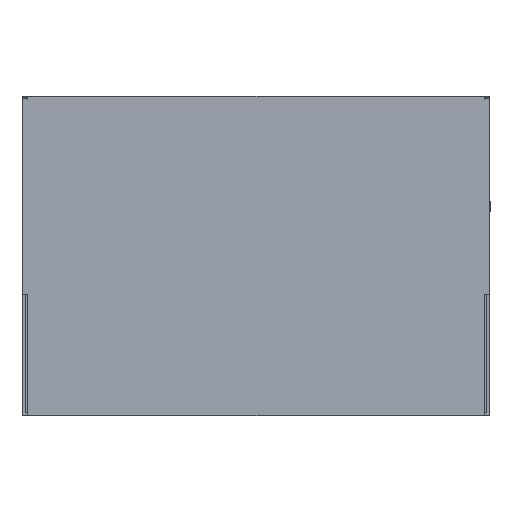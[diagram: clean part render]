
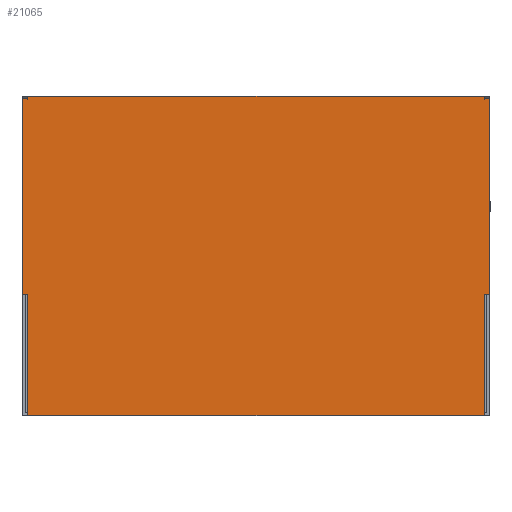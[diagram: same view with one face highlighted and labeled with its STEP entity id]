
A CAD part, top view. The second image highlights one B-rep face of the part: STEP entity #21065.
In plain terms, the highlighted planar face has unit normal (0, 0, 1).
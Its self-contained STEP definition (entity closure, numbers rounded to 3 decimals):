
#20988=AXIS2_PLACEMENT_3D('Plane Axis2P3D',#20985,#20986,#20987) ;
#18645=CARTESIAN_POINT('Vertex',(30.9,0.,17.15)) ;
#18648=CARTESIAN_POINT('Line Origine',(15.65,0.,17.15)) ;
#18652=CARTESIAN_POINT('Vertex',(0.4,0.,17.15)) ;
#19920=CARTESIAN_POINT('Line Origine',(0.4,4.046,17.15)) ;
#19924=CARTESIAN_POINT('Vertex',(0.4,8.091,17.15)) ;
#20052=CARTESIAN_POINT('Vertex',(30.9,8.091,17.15)) ;
#20055=CARTESIAN_POINT('Line Origine',(30.9,4.046,17.15)) ;
#20985=CARTESIAN_POINT('Axis2P3D Location',(0.05,0.,17.15)) ;
#20990=CARTESIAN_POINT('Line Origine',(31.075,8.091,17.15)) ;
#20994=CARTESIAN_POINT('Vertex',(31.25,8.091,17.15)) ;
#20997=CARTESIAN_POINT('Line Origine',(31.25,14.649,17.15)) ;
#21001=CARTESIAN_POINT('Vertex',(31.25,21.206,17.15)) ;
#21004=CARTESIAN_POINT('Line Origine',(31.075,21.206,17.15)) ;
#21008=CARTESIAN_POINT('Vertex',(30.9,21.206,17.15)) ;
#21011=CARTESIAN_POINT('Line Origine',(30.9,21.278,17.15)) ;
#21015=CARTESIAN_POINT('Vertex',(30.9,21.35,17.15)) ;
#21018=CARTESIAN_POINT('Line Origine',(15.65,21.35,17.15)) ;
#21022=CARTESIAN_POINT('Vertex',(0.4,21.35,17.15)) ;
#21025=CARTESIAN_POINT('Line Origine',(0.4,21.278,17.15)) ;
#21029=CARTESIAN_POINT('Vertex',(0.4,21.206,17.15)) ;
#21032=CARTESIAN_POINT('Line Origine',(0.225,21.206,17.15)) ;
#21036=CARTESIAN_POINT('Vertex',(0.05,21.206,17.15)) ;
#21039=CARTESIAN_POINT('Line Origine',(0.05,14.649,17.15)) ;
#21043=CARTESIAN_POINT('Vertex',(0.05,8.091,17.15)) ;
#21046=CARTESIAN_POINT('Line Origine',(0.225,8.091,17.15)) ;
#18649=DIRECTION('Vector Direction',(1.,0.,0.)) ;
#19921=DIRECTION('Vector Direction',(0.,1.,0.)) ;
#20056=DIRECTION('Vector Direction',(0.,1.,0.)) ;
#20986=DIRECTION('Axis2P3D Direction',(0.,0.,-1.)) ;
#20987=DIRECTION('Axis2P3D XDirection',(0.,1.,0.)) ;
#20991=DIRECTION('Vector Direction',(-1.,0.,0.)) ;
#20998=DIRECTION('Vector Direction',(0.,-1.,0.)) ;
#21005=DIRECTION('Vector Direction',(-1.,0.,0.)) ;
#21012=DIRECTION('Vector Direction',(0.,1.,0.)) ;
#21019=DIRECTION('Vector Direction',(1.,0.,0.)) ;
#21026=DIRECTION('Vector Direction',(0.,1.,0.)) ;
#21033=DIRECTION('Vector Direction',(1.,0.,0.)) ;
#21040=DIRECTION('Vector Direction',(0.,-1.,0.)) ;
#21047=DIRECTION('Vector Direction',(1.,0.,0.)) ;
#18650=VECTOR('Line Direction',#18649,1.) ;
#19922=VECTOR('Line Direction',#19921,1.) ;
#20057=VECTOR('Line Direction',#20056,1.) ;
#20992=VECTOR('Line Direction',#20991,1.) ;
#20999=VECTOR('Line Direction',#20998,1.) ;
#21006=VECTOR('Line Direction',#21005,1.) ;
#21013=VECTOR('Line Direction',#21012,1.) ;
#21020=VECTOR('Line Direction',#21019,1.) ;
#21027=VECTOR('Line Direction',#21026,1.) ;
#21034=VECTOR('Line Direction',#21033,1.) ;
#21041=VECTOR('Line Direction',#21040,1.) ;
#21048=VECTOR('Line Direction',#21047,1.) ;
#21052=ORIENTED_EDGE('',*,*,#18654,.T.) ;
#21053=ORIENTED_EDGE('',*,*,#20059,.T.) ;
#21054=ORIENTED_EDGE('',*,*,#20996,.F.) ;
#21055=ORIENTED_EDGE('',*,*,#21003,.F.) ;
#21056=ORIENTED_EDGE('',*,*,#21010,.T.) ;
#21057=ORIENTED_EDGE('',*,*,#21017,.T.) ;
#21058=ORIENTED_EDGE('',*,*,#21024,.F.) ;
#21059=ORIENTED_EDGE('',*,*,#21031,.F.) ;
#21060=ORIENTED_EDGE('',*,*,#21038,.F.) ;
#21061=ORIENTED_EDGE('',*,*,#21045,.T.) ;
#21062=ORIENTED_EDGE('',*,*,#21050,.T.) ;
#21063=ORIENTED_EDGE('',*,*,#19926,.F.) ;
#21065=ADVANCED_FACE('Hauptk\X2\00F6\X0\rper',(#21064),#20989,.F.) ;
#18654=EDGE_CURVE('',#18653,#18646,#18651,.T.) ;
#19926=EDGE_CURVE('',#18653,#19925,#19923,.T.) ;
#20059=EDGE_CURVE('',#18646,#20053,#20058,.T.) ;
#20996=EDGE_CURVE('',#20995,#20053,#20993,.T.) ;
#21003=EDGE_CURVE('',#21002,#20995,#21000,.T.) ;
#21010=EDGE_CURVE('',#21002,#21009,#21007,.T.) ;
#21017=EDGE_CURVE('',#21009,#21016,#21014,.T.) ;
#21024=EDGE_CURVE('',#21023,#21016,#21021,.T.) ;
#21031=EDGE_CURVE('',#21030,#21023,#21028,.T.) ;
#21038=EDGE_CURVE('',#21037,#21030,#21035,.T.) ;
#21045=EDGE_CURVE('',#21037,#21044,#21042,.T.) ;
#21050=EDGE_CURVE('',#21044,#19925,#21049,.T.) ;
#21051=EDGE_LOOP('',(#21052,#21053,#21054,#21055,#21056,#21057,#21058,#21059,#21060,#21061,#21062,#21063)) ;
#21064=FACE_OUTER_BOUND('',#21051,.T.) ;
#18651=LINE('Line',#18648,#18650) ;
#19923=LINE('Line',#19920,#19922) ;
#20058=LINE('Line',#20055,#20057) ;
#20993=LINE('Line',#20990,#20992) ;
#21000=LINE('Line',#20997,#20999) ;
#21007=LINE('Line',#21004,#21006) ;
#21014=LINE('Line',#21011,#21013) ;
#21021=LINE('Line',#21018,#21020) ;
#21028=LINE('Line',#21025,#21027) ;
#21035=LINE('Line',#21032,#21034) ;
#21042=LINE('Line',#21039,#21041) ;
#21049=LINE('Line',#21046,#21048) ;
#20989=PLANE('',#20988) ;
#18646=VERTEX_POINT('',#18645) ;
#18653=VERTEX_POINT('',#18652) ;
#19925=VERTEX_POINT('',#19924) ;
#20053=VERTEX_POINT('',#20052) ;
#20995=VERTEX_POINT('',#20994) ;
#21002=VERTEX_POINT('',#21001) ;
#21009=VERTEX_POINT('',#21008) ;
#21016=VERTEX_POINT('',#21015) ;
#21023=VERTEX_POINT('',#21022) ;
#21030=VERTEX_POINT('',#21029) ;
#21037=VERTEX_POINT('',#21036) ;
#21044=VERTEX_POINT('',#21043) ;
